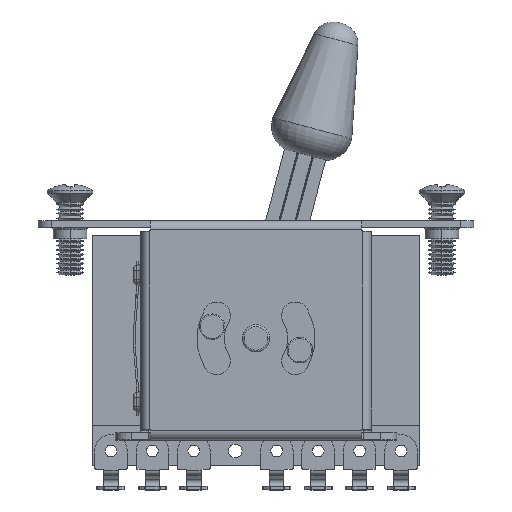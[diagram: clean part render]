
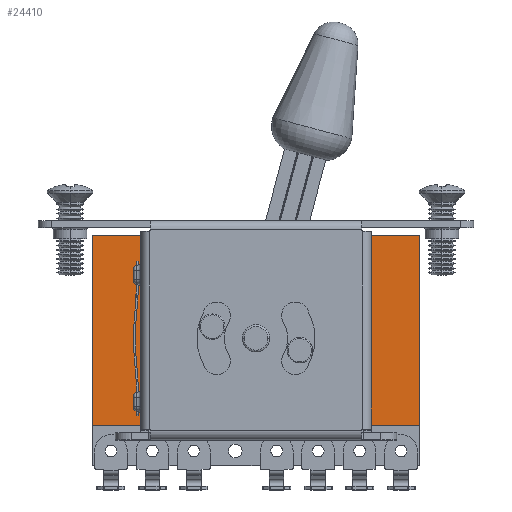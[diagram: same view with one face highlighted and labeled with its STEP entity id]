
A CAD part, top view. The second image highlights one B-rep face of the part: STEP entity #24410.
In plain terms, the highlighted planar face has unit normal (0, 0, 1).
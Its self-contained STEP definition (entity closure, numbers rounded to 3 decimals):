
#22 = VERTEX_POINT ( 'NONE', #15281 ) ;
#906 = ORIENTED_EDGE ( 'NONE', *, *, #34395, .T. ) ;
#2384 = FACE_OUTER_BOUND ( 'NONE', #37468, .T. ) ;
#2503 = LINE ( 'NONE', #29390, #14779 ) ;
#2725 = LINE ( 'NONE', #31949, #25170 ) ;
#3677 = DIRECTION ( 'NONE',  ( -1., 0., 0. ) ) ;
#3702 = EDGE_CURVE ( 'NONE', #5917, #22, #2725, .T. ) ;
#4350 = EDGE_CURVE ( 'NONE', #22, #17070, #19866, .T. ) ;
#4626 = AXIS2_PLACEMENT_3D ( 'NONE', #5673, #17473, #32359 ) ;
#5673 = CARTESIAN_POINT ( 'NONE',  ( 0., 0., -4.33 ) ) ;
#5917 = VERTEX_POINT ( 'NONE', #29145 ) ;
#6853 = CARTESIAN_POINT ( 'NONE',  ( 18., -1.6, -4.33 ) ) ;
#8289 = VERTEX_POINT ( 'NONE', #10954 ) ;
#8610 = PLANE ( 'NONE',  #4626 ) ;
#10356 = ORIENTED_EDGE ( 'NONE', *, *, #11350, .T. ) ;
#10682 = ORIENTED_EDGE ( 'NONE', *, *, #4350, .T. ) ;
#10954 = CARTESIAN_POINT ( 'NONE',  ( -18., -1.6, -4.33 ) ) ;
#11350 = EDGE_CURVE ( 'NONE', #8289, #5917, #2503, .T. ) ;
#13639 = DIRECTION ( 'NONE',  ( 0., -1., 0. ) ) ;
#14779 = VECTOR ( 'NONE', #13639, 1000. ) ;
#15281 = CARTESIAN_POINT ( 'NONE',  ( 18., -22.6, -4.33 ) ) ;
#17070 = VERTEX_POINT ( 'NONE', #6853 ) ;
#17473 = DIRECTION ( 'NONE',  ( 0., 0., 1. ) ) ;
#19866 = LINE ( 'NONE', #31844, #26468 ) ;
#24410 = ADVANCED_FACE ( 'NONE', ( #2384 ), #8610, .T. ) ;
#25170 = VECTOR ( 'NONE', #26128, 1000. ) ;
#26128 = DIRECTION ( 'NONE',  ( 1., 0., 0. ) ) ;
#26468 = VECTOR ( 'NONE', #31467, 1000. ) ;
#29145 = CARTESIAN_POINT ( 'NONE',  ( -18., -22.6, -4.33 ) ) ;
#29390 = CARTESIAN_POINT ( 'NONE',  ( -18., -1.6, -4.33 ) ) ;
#29434 = VECTOR ( 'NONE', #3677, 1000. ) ;
#30546 = CARTESIAN_POINT ( 'NONE',  ( -18., -1.6, -4.33 ) ) ;
#31467 = DIRECTION ( 'NONE',  ( 0., 1., 0. ) ) ;
#31844 = CARTESIAN_POINT ( 'NONE',  ( 18., -1.6, -4.33 ) ) ;
#31949 = CARTESIAN_POINT ( 'NONE',  ( -18., -22.6, -4.33 ) ) ;
#32359 = DIRECTION ( 'NONE',  ( 1., 0., 0. ) ) ;
#33821 = LINE ( 'NONE', #30546, #29434 ) ;
#34395 = EDGE_CURVE ( 'NONE', #17070, #8289, #33821, .T. ) ;
#35167 = ORIENTED_EDGE ( 'NONE', *, *, #3702, .T. ) ;
#37468 = EDGE_LOOP ( 'NONE', ( #10356, #35167, #10682, #906 ) ) ;
